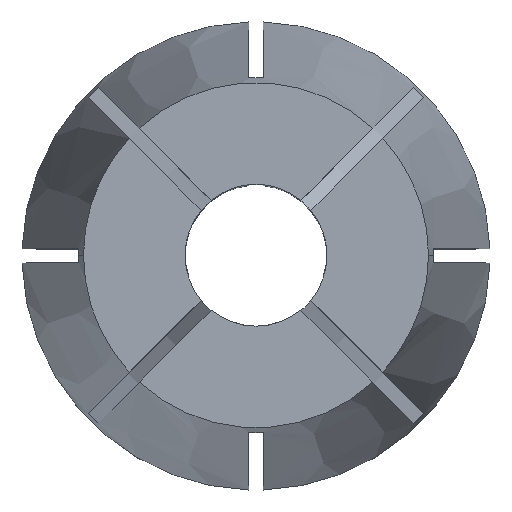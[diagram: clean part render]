
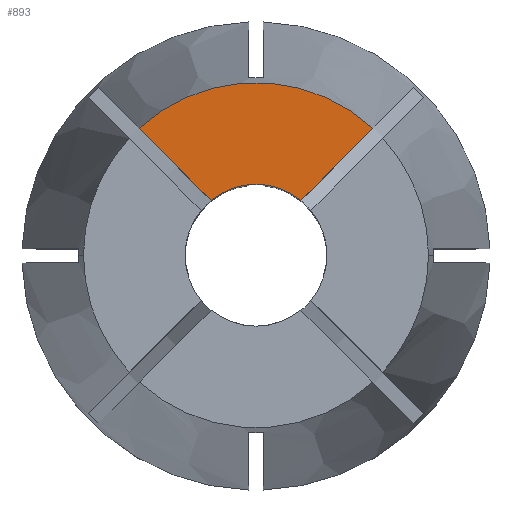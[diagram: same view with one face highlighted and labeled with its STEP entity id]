
A CAD part, top view. The second image highlights one B-rep face of the part: STEP entity #893.
In plain terms, the highlighted planar face has unit normal (0, 0, 1).
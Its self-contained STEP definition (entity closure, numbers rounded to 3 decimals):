
#76 = LINE ( 'NONE', #628, #512 ) ;
#102 = EDGE_LOOP ( 'NONE', ( #448, #1227, #186, #613 ) ) ;
#186 = ORIENTED_EDGE ( 'NONE', *, *, #1295, .T. ) ;
#201 = CARTESIAN_POINT ( 'NONE',  ( 0., 0., 0. ) ) ;
#334 = CIRCLE ( 'NONE', #458, 5. ) ;
#448 = ORIENTED_EDGE ( 'NONE', *, *, #964, .F. ) ;
#458 = AXIS2_PLACEMENT_3D ( 'NONE', #201, #2004, #1713 ) ;
#512 = VECTOR ( 'NONE', #848, 1000. ) ;
#532 = VERTEX_POINT ( 'NONE', #804 ) ;
#537 = CARTESIAN_POINT ( 'NONE',  ( 0., 0., 0. ) ) ;
#556 = DIRECTION ( 'NONE',  ( 0.707, -0.707, 0. ) ) ;
#613 = ORIENTED_EDGE ( 'NONE', *, *, #1770, .T. ) ;
#628 = CARTESIAN_POINT ( 'NONE',  ( -0.354, 0.354, 0. ) ) ;
#679 = DIRECTION ( 'NONE',  ( -1., 0., 0. ) ) ;
#696 = PLANE ( 'NONE',  #1654 ) ;
#804 = CARTESIAN_POINT ( 'NONE',  ( 3.164, 3.871, 0. ) ) ;
#848 = DIRECTION ( 'NONE',  ( 0.707, 0.707, 0. ) ) ;
#893 = ADVANCED_FACE ( 'NONE', ( #1644 ), #696, .F. ) ;
#964 = EDGE_CURVE ( 'NONE', #532, #2033, #334, .T. ) ;
#1050 = CARTESIAN_POINT ( 'NONE',  ( 0.354, 0.354, 0. ) ) ;
#1066 = LINE ( 'NONE', #1050, #1853 ) ;
#1084 = CARTESIAN_POINT ( 'NONE',  ( 8.236, 8.943, 0. ) ) ;
#1156 = DIRECTION ( 'NONE',  ( 0., 0., 1. ) ) ;
#1202 = EDGE_CURVE ( 'NONE', #532, #1338, #76, .T. ) ;
#1227 = ORIENTED_EDGE ( 'NONE', *, *, #1202, .T. ) ;
#1295 = EDGE_CURVE ( 'NONE', #1338, #1885, #2050, .T. ) ;
#1338 = VERTEX_POINT ( 'NONE', #1084 ) ;
#1430 = DIRECTION ( 'NONE',  ( 0., 0., -1. ) ) ;
#1505 = DIRECTION ( 'NONE',  ( 1., 0., 0. ) ) ;
#1559 = CARTESIAN_POINT ( 'NONE',  ( -8.236, 8.943, 0. ) ) ;
#1644 = FACE_OUTER_BOUND ( 'NONE', #102, .T. ) ;
#1654 = AXIS2_PLACEMENT_3D ( 'NONE', #537, #1430, #679 ) ;
#1669 = AXIS2_PLACEMENT_3D ( 'NONE', #1814, #1156, #1505 ) ;
#1713 = DIRECTION ( 'NONE',  ( 1., 0., 0. ) ) ;
#1770 = EDGE_CURVE ( 'NONE', #1885, #2033, #1066, .T. ) ;
#1814 = CARTESIAN_POINT ( 'NONE',  ( 0., 0., 0. ) ) ;
#1853 = VECTOR ( 'NONE', #556, 1000. ) ;
#1869 = CARTESIAN_POINT ( 'NONE',  ( -3.164, 3.871, 0. ) ) ;
#1885 = VERTEX_POINT ( 'NONE', #1559 ) ;
#2004 = DIRECTION ( 'NONE',  ( 0., 0., 1. ) ) ;
#2033 = VERTEX_POINT ( 'NONE', #1869 ) ;
#2050 = CIRCLE ( 'NONE', #1669, 12.158 ) ;
